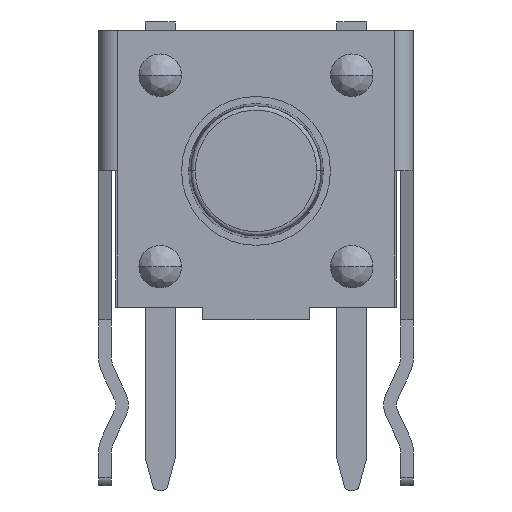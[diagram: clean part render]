
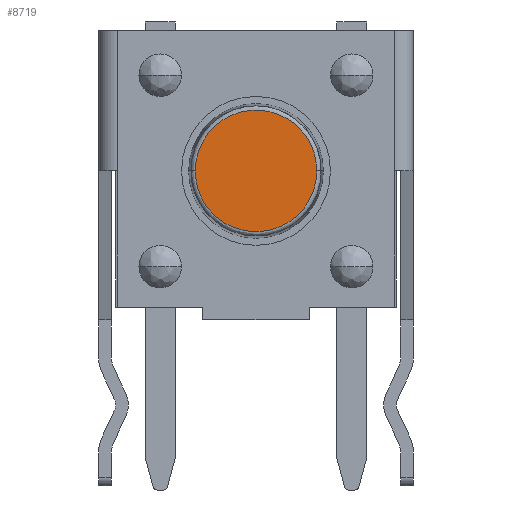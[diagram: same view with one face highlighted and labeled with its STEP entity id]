
A CAD part, front view. The second image highlights one B-rep face of the part: STEP entity #8719.
In plain terms, the highlighted planar face has unit normal (0, -1, 0).
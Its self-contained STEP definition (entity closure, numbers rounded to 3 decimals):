
#21 = EDGE_CURVE('',#22,#24,#26,.T.);
#22 = VERTEX_POINT('',#23);
#23 = CARTESIAN_POINT('',(-0.822,-8.375,3.5));
#24 = VERTEX_POINT('',#25);
#25 = CARTESIAN_POINT('',(-3.678,-8.375,3.5));
#26 = SURFACE_CURVE('',#27,(#32,#56),.PCURVE_S1.);
#27 = ( BOUNDED_CURVE() B_SPLINE_CURVE(3,(#28,#29,#30,#31),
.UNSPECIFIED.,.F.,.F.) B_SPLINE_CURVE_WITH_KNOTS((4,4),(0.,1.),
.PIECEWISE_BEZIER_KNOTS.) CURVE() GEOMETRIC_REPRESENTATION_ITEM() 
RATIONAL_B_SPLINE_CURVE((1.,0.333,0.333,1.)) 
REPRESENTATION_ITEM('') );
#28 = CARTESIAN_POINT('',(-0.822,-8.375,3.5));
#29 = CARTESIAN_POINT('',(-0.822,-8.375,0.644));
#30 = CARTESIAN_POINT('',(-3.678,-8.375,0.644));
#31 = CARTESIAN_POINT('',(-3.678,-8.375,3.5));
#32 = PCURVE('',#33,#50);
#33 = ( BOUNDED_SURFACE() B_SPLINE_SURFACE(3,3,(
    (#34,#35,#36,#37)
    ,(#38,#39,#40,#41)
    ,(#42,#43,#44,#45)
    ,(#46,#47,#48,#49
)),.UNSPECIFIED.,.F.,.F.,.F.) B_SPLINE_SURFACE_WITH_KNOTS((4,4),(4,4),(
    0.,1.),(0.,1.),.PIECEWISE_BEZIER_KNOTS.) 
GEOMETRIC_REPRESENTATION_ITEM() RATIONAL_B_SPLINE_SURFACE((
    (1.,0.333,0.333,1.)
    ,(0.807,0.269,0.269,0.807)
    ,(0.807,0.269,0.269,0.807)
,(1.,0.333,0.333,1.
))) REPRESENTATION_ITEM('') SURFACE() );
#34 = CARTESIAN_POINT('',(-3.678,-8.375,3.5));
#35 = CARTESIAN_POINT('',(-3.678,-8.375,0.644));
#36 = CARTESIAN_POINT('',(-0.822,-8.375,0.644));
#37 = CARTESIAN_POINT('',(-0.822,-8.375,3.5));
#38 = CARTESIAN_POINT('',(-3.736,-8.375,3.5));
#39 = CARTESIAN_POINT('',(-3.736,-8.375,0.528));
#40 = CARTESIAN_POINT('',(-0.764,-8.375,0.528));
#41 = CARTESIAN_POINT('',(-0.764,-8.375,3.5));
#42 = CARTESIAN_POINT('',(-3.777,-8.334,3.5));
#43 = CARTESIAN_POINT('',(-3.777,-8.334,0.445
    ));
#44 = CARTESIAN_POINT('',(-0.723,-8.334,0.445
    ));
#45 = CARTESIAN_POINT('',(-0.723,-8.334,3.5));
#46 = CARTESIAN_POINT('',(-3.778,-8.276,3.5));
#47 = CARTESIAN_POINT('',(-3.778,-8.276,0.444
    ));
#48 = CARTESIAN_POINT('',(-0.722,-8.276,0.444
    ));
#49 = CARTESIAN_POINT('',(-0.722,-8.276,3.5));
#50 = DEFINITIONAL_REPRESENTATION('',(#51),#55);
#51 = LINE('',#52,#53);
#52 = CARTESIAN_POINT('',(0.,1.));
#53 = VECTOR('',#54,1.);
#54 = DIRECTION('',(0.,-1.));
#55 = ( GEOMETRIC_REPRESENTATION_CONTEXT(2) 
PARAMETRIC_REPRESENTATION_CONTEXT() REPRESENTATION_CONTEXT('2D SPACE',''
  ) );
#56 = PCURVE('',#57,#62);
#57 = PLANE('',#58);
#58 = AXIS2_PLACEMENT_3D('',#59,#60,#61);
#59 = CARTESIAN_POINT('',(-2.25,-8.375,3.5));
#60 = DIRECTION('',(0.,-1.,0.));
#61 = DIRECTION('',(1.,0.,0.));
#62 = DEFINITIONAL_REPRESENTATION('',(#63),#68);
#63 = ( BOUNDED_CURVE() B_SPLINE_CURVE(3,(#64,#65,#66,#67),
.UNSPECIFIED.,.F.,.F.) B_SPLINE_CURVE_WITH_KNOTS((4,4),(0.,1.),
.PIECEWISE_BEZIER_KNOTS.) CURVE() GEOMETRIC_REPRESENTATION_ITEM() 
RATIONAL_B_SPLINE_CURVE((1.,0.333,0.333,1.)) 
REPRESENTATION_ITEM('') );
#64 = CARTESIAN_POINT('',(1.428,0.));
#65 = CARTESIAN_POINT('',(1.428,-2.856));
#66 = CARTESIAN_POINT('',(-1.428,-2.856));
#67 = CARTESIAN_POINT('',(-1.428,0.));
#68 = ( GEOMETRIC_REPRESENTATION_CONTEXT(2) 
PARAMETRIC_REPRESENTATION_CONTEXT() REPRESENTATION_CONTEXT('2D SPACE',''
  ) );
#109 = ( BOUNDED_SURFACE() B_SPLINE_SURFACE(3,3,(
    (#110,#111,#112,#113)
    ,(#114,#115,#116,#117)
    ,(#118,#119,#120,#121)
    ,(#122,#123,#124,#125
)),.UNSPECIFIED.,.F.,.F.,.F.) B_SPLINE_SURFACE_WITH_KNOTS((4,4),(4,4),(
    0.,1.),(0.,1.),.PIECEWISE_BEZIER_KNOTS.) 
GEOMETRIC_REPRESENTATION_ITEM() RATIONAL_B_SPLINE_SURFACE((
    (1.,0.333,0.333,1.)
    ,(0.807,0.269,0.269,0.807)
    ,(0.807,0.269,0.269,0.807)
,(1.,0.333,0.333,1.
))) REPRESENTATION_ITEM('') SURFACE() );
#110 = CARTESIAN_POINT('',(-0.822,-8.375,3.5));
#111 = CARTESIAN_POINT('',(-0.822,-8.375,6.356));
#112 = CARTESIAN_POINT('',(-3.678,-8.375,6.356));
#113 = CARTESIAN_POINT('',(-3.678,-8.375,3.5));
#114 = CARTESIAN_POINT('',(-0.764,-8.375,3.5));
#115 = CARTESIAN_POINT('',(-0.764,-8.375,6.472));
#116 = CARTESIAN_POINT('',(-3.736,-8.375,6.472));
#117 = CARTESIAN_POINT('',(-3.736,-8.375,3.5));
#118 = CARTESIAN_POINT('',(-0.723,-8.334,3.5));
#119 = CARTESIAN_POINT('',(-0.723,-8.334,
    6.555));
#120 = CARTESIAN_POINT('',(-3.777,-8.334,
    6.555));
#121 = CARTESIAN_POINT('',(-3.777,-8.334,3.5));
#122 = CARTESIAN_POINT('',(-0.722,-8.276,3.5));
#123 = CARTESIAN_POINT('',(-0.722,-8.276,
    6.556));
#124 = CARTESIAN_POINT('',(-3.778,-8.276,
    6.556));
#125 = CARTESIAN_POINT('',(-3.778,-8.276,3.5));
#7669 = EDGE_CURVE('',#24,#22,#7670,.T.);
#7670 = SURFACE_CURVE('',#7671,(#7676,#7683),.PCURVE_S1.);
#7671 = ( BOUNDED_CURVE() B_SPLINE_CURVE(3,(#7672,#7673,#7674,#7675),
.UNSPECIFIED.,.F.,.F.) B_SPLINE_CURVE_WITH_KNOTS((4,4),(0.,1.),
.PIECEWISE_BEZIER_KNOTS.) CURVE() GEOMETRIC_REPRESENTATION_ITEM() 
RATIONAL_B_SPLINE_CURVE((1.,0.333,0.333,1.)) 
REPRESENTATION_ITEM('') );
#7672 = CARTESIAN_POINT('',(-3.678,-8.375,3.5));
#7673 = CARTESIAN_POINT('',(-3.678,-8.375,6.356)
  );
#7674 = CARTESIAN_POINT('',(-0.822,-8.375,6.356)
  );
#7675 = CARTESIAN_POINT('',(-0.822,-8.375,3.5));
#7676 = PCURVE('',#109,#7677);
#7677 = DEFINITIONAL_REPRESENTATION('',(#7678),#7682);
#7678 = LINE('',#7679,#7680);
#7679 = CARTESIAN_POINT('',(0.,1.));
#7680 = VECTOR('',#7681,1.);
#7681 = DIRECTION('',(0.,-1.));
#7682 = ( GEOMETRIC_REPRESENTATION_CONTEXT(2) 
PARAMETRIC_REPRESENTATION_CONTEXT() REPRESENTATION_CONTEXT('2D SPACE',''
  ) );
#7683 = PCURVE('',#57,#7684);
#7684 = DEFINITIONAL_REPRESENTATION('',(#7685),#7690);
#7685 = ( BOUNDED_CURVE() B_SPLINE_CURVE(3,(#7686,#7687,#7688,#7689),
.UNSPECIFIED.,.F.,.F.) B_SPLINE_CURVE_WITH_KNOTS((4,4),(0.,1.),
.PIECEWISE_BEZIER_KNOTS.) CURVE() GEOMETRIC_REPRESENTATION_ITEM() 
RATIONAL_B_SPLINE_CURVE((1.,0.333,0.333,1.)) 
REPRESENTATION_ITEM('') );
#7686 = CARTESIAN_POINT('',(-1.428,0.));
#7687 = CARTESIAN_POINT('',(-1.428,2.856));
#7688 = CARTESIAN_POINT('',(1.428,2.856));
#7689 = CARTESIAN_POINT('',(1.428,0.));
#7690 = ( GEOMETRIC_REPRESENTATION_CONTEXT(2) 
PARAMETRIC_REPRESENTATION_CONTEXT() REPRESENTATION_CONTEXT('2D SPACE',''
  ) );
#8719 = ADVANCED_FACE('',(#8720),#57,.T.);
#8720 = FACE_BOUND('',#8721,.T.);
#8721 = EDGE_LOOP('',(#8722,#8723));
#8722 = ORIENTED_EDGE('',*,*,#7669,.F.);
#8723 = ORIENTED_EDGE('',*,*,#21,.F.);
